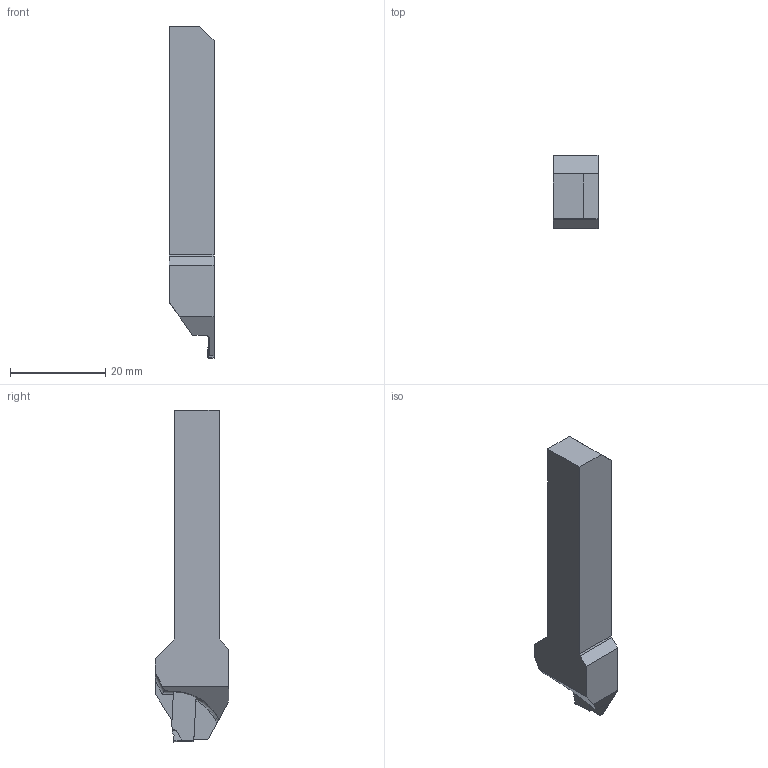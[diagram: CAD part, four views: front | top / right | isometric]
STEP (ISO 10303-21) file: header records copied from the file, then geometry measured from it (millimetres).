
FILE_DESCRIPTION(/* description */ (''),/* implementation_level */ '2;1');
FILE_NAME(/* name */ '1558666965419.stp',/* time_stamp */ '2019-05-24T08:32:56+05:00',/* author */ (''),/* organization */ ('SMS'),/* preprocessor_version */ 'ST-DEVELOPER v15',/* originating_system */ 'SIEMENS PLM Software NX 8.5',/* authorisation */ '');
FILE_SCHEMA (('AUTOMOTIVE_DESIGN { 1 0 10303 214 3 1 1 1 }'));
Length unit declared in the file: millimetre
Products named in the file (4): ASSEMBLY_CONSTRUCTION; 201539459mod000_00; 201750124mod000_00; 201750119mod000_00
Assembly tree (3 placements, depth 2):
  201750119mod000_00
    201750124mod000_00
    201539459mod000_00
    ASSEMBLY_CONSTRUCTION
Bounding box: 9.67 x 15.45 x 69.85 mm (x, y, z)
Volume: 5993.6 mm3; surface area: 2922 mm2
Topology: 2 solids, 2 shells, 94 faces, 264 edges, 181 vertices
Faces by surface type: plane 57, extrusion 24, cylinder 12, torus 1
Entity records: 3809 total; most frequent: CARTESIAN_POINT 1329, ORIENTED_EDGE 526, DIRECTION 400, EDGE_CURVE 263, VECTOR 210, LINE 186, VERTEX_POINT 173, AXIS2_PLACEMENT_3D 95
